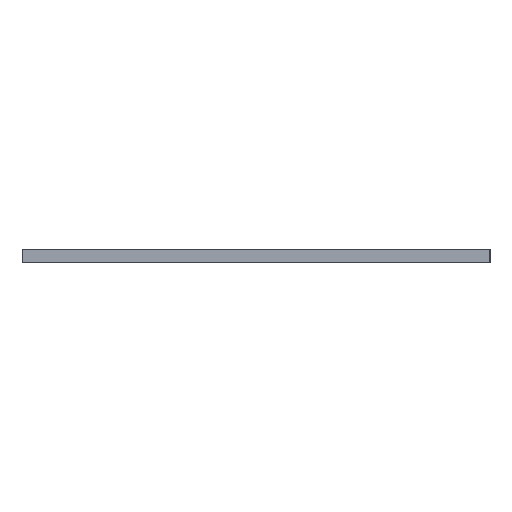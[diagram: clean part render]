
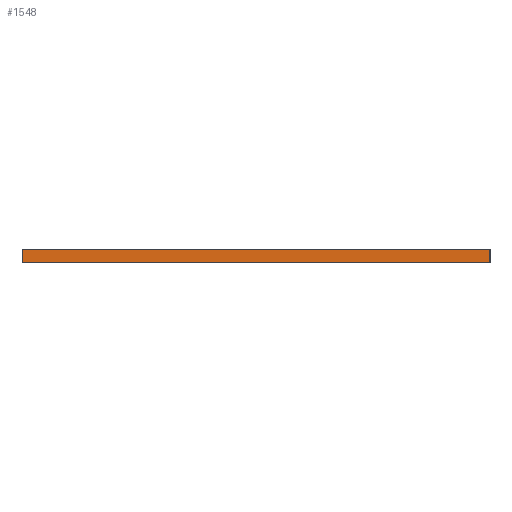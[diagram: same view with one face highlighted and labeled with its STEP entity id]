
A CAD part, left-side view. The second image highlights one B-rep face of the part: STEP entity #1548.
In plain terms, the highlighted planar face has unit normal (-1, 0, 0).
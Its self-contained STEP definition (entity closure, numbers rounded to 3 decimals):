
#199=FACE_OUTER_BOUND('',#289,.T.);
#289=EDGE_LOOP('',(#1399,#1400,#1401,#1402));
#440=LINE('',#2746,#596);
#444=LINE('',#2754,#600);
#445=LINE('',#2757,#601);
#446=LINE('',#2758,#602);
#596=VECTOR('',#1860,10.);
#600=VECTOR('',#1868,10.);
#601=VECTOR('',#1871,10.);
#602=VECTOR('',#1872,10.);
#748=VERTEX_POINT('',#2743);
#749=VERTEX_POINT('',#2745);
#750=VERTEX_POINT('',#2750);
#752=VERTEX_POINT('',#2756);
#966=EDGE_CURVE('',#748,#749,#440,.T.);
#970=EDGE_CURVE('',#750,#749,#444,.T.);
#971=EDGE_CURVE('',#752,#750,#445,.T.);
#972=EDGE_CURVE('',#752,#748,#446,.T.);
#1399=ORIENTED_EDGE('',*,*,#971,.T.);
#1400=ORIENTED_EDGE('',*,*,#970,.T.);
#1401=ORIENTED_EDGE('',*,*,#966,.F.);
#1402=ORIENTED_EDGE('',*,*,#972,.F.);
#1465=PLANE('',#1621);
#1548=ADVANCED_FACE('',(#199),#1465,.T.);
#1621=AXIS2_PLACEMENT_3D('',#2755,#1869,#1870);
#1860=DIRECTION('',(0.,-1.,0.));
#1868=DIRECTION('',(0.,0.,1.));
#1869=DIRECTION('center_axis',(-1.,0.,0.));
#1870=DIRECTION('ref_axis',(0.,-1.,0.));
#1871=DIRECTION('',(0.,-1.,0.));
#1872=DIRECTION('',(0.,0.,1.));
#2743=CARTESIAN_POINT('',(0.,120.,3.5));
#2745=CARTESIAN_POINT('',(0.,0.,3.5));
#2746=CARTESIAN_POINT('',(0.,120.,3.5));
#2750=CARTESIAN_POINT('',(0.,0.,0.));
#2754=CARTESIAN_POINT('',(0.,0.,0.));
#2755=CARTESIAN_POINT('Origin',(0.,120.,0.));
#2756=CARTESIAN_POINT('',(0.,120.,0.));
#2757=CARTESIAN_POINT('',(0.,120.,0.));
#2758=CARTESIAN_POINT('',(0.,120.,0.));
